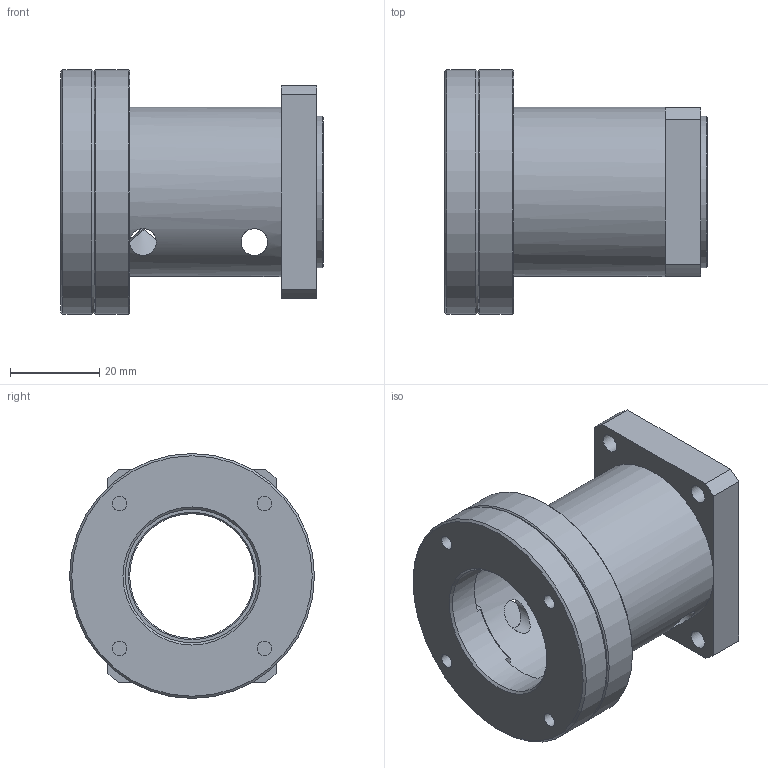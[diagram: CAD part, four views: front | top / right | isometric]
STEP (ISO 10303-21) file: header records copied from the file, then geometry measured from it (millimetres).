
FILE_DESCRIPTION(/* description */ (''),/* implementation_level */ '2;1');
FILE_NAME(/* name */ 'VK MTJ40 55 GESM14.stp',/* time_stamp */ '2015-08-17T07:43:19+01:00',/* author */ ('Hypex'),/* organization */ ('Hypex'),/* preprocessor_version */ 'ST-DEVELOPER v15.2',/* originating_system */ 'Autodesk Inventor 2014',/* authorisation */ '');
FILE_SCHEMA (('AUTOMOTIVE_DESIGN { 1 0 10303 214 3 1 1 }'));
Length unit declared in the file: millimetre
Products named in the file (1): VK MTJ40 55 GESM14
Bounding box: 59 x 55 x 55 mm (x, y, z)
Volume: 40318.2 mm3; surface area: 20485.1 mm2
Topology: 1 solids, 1 shells, 77 faces, 219 edges, 143 vertices
Faces by surface type: cylinder 31, plane 29, cone 17
Full cylindrical faces by diameter (mm): 3.242 x4, 4.2 x8, 6 x4, 28 x1, 30 x1, 34 x2, 38 x1, 55 x2
Entity records: 2645 total; most frequent: CARTESIAN_POINT 702, DIRECTION 388, ORIENTED_EDGE 338, EDGE_CURVE 169, AXIS2_PLACEMENT_3D 165, EDGE_LOOP 142, VERTEX_POINT 125, CIRCLE 87
